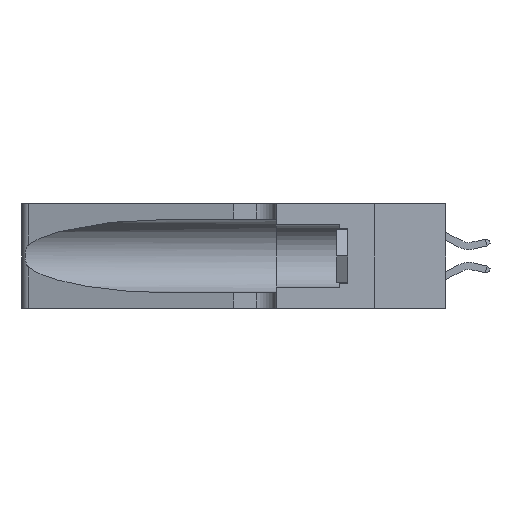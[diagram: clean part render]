
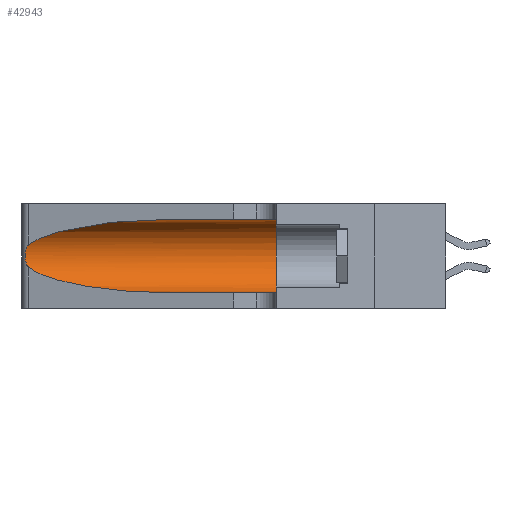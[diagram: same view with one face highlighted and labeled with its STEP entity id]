
A CAD part, left-side view. The second image highlights one B-rep face of the part: STEP entity #42943.
In plain terms, the highlighted cylindrical face has radius 3.308 mm (diameter 6.617 mm), a partial arc.
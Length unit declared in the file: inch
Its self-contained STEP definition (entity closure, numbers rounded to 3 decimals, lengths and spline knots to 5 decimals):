
#1294 = CARTESIAN_POINT ( 'NONE',  ( 0.25487, 1.22718, 0.22369 ) ) ;
#1440 = ORIENTED_EDGE ( 'NONE', *, *, #12008, .F. ) ;
#1448 = CARTESIAN_POINT ( 'NONE',  ( 0.26075, 1.23896, 0.19203 ) ) ;
#4121 = ORIENTED_EDGE ( 'NONE', *, *, #40993, .T. ) ;
#4894 = CARTESIAN_POINT ( 'NONE',  ( 0.26017, 1.23833, 0.17102 ) ) ;
#6363 = EDGE_CURVE ( 'NONE', #19842, #35139, #15165, .T. ) ;
#7179 = DIRECTION ( 'NONE',  ( 0., -1., 0. ) ) ;
#8032 = CARTESIAN_POINT ( 'NONE',  ( 0.1305, 0.35, 0.185 ) ) ;
#8322 = CARTESIAN_POINT ( 'NONE',  ( 0.25789, 1.23486, 0.15765 ) ) ;
#9049 = CARTESIAN_POINT ( 'NONE',  ( 0.25487, 1.22718, 0.22369 ) ) ;
#9823 = ORIENTED_EDGE ( 'NONE', *, *, #14037, .F. ) ;
#10094 = CIRCLE ( 'NONE', #33250, 0.13025 ) ;
#11026 = CARTESIAN_POINT ( 'NONE',  ( 0.1305, 0.72297, 0.31525 ) ) ;
#11442 = DIRECTION ( 'NONE',  ( 0., 0., 1. ) ) ;
#11734 = CARTESIAN_POINT ( 'NONE',  ( 0.25555, 1.22993, 0.14849 ) ) ;
#12008 = EDGE_CURVE ( 'NONE', #25194, #36684, #10094, .T. ) ;
#12077 = EDGE_CURVE ( 'NONE', #35139, #18178, #27496, .T. ) ;
#14037 = EDGE_CURVE ( 'NONE', #19842, #25194, #26270, .T. ) ;
#15165 =( BOUNDED_CURVE ( )  B_SPLINE_CURVE ( 3, ( #11026, #21010, #24412, #34603 ),
 .UNSPECIFIED., .F., .T. ) 
 B_SPLINE_CURVE_WITH_KNOTS ( ( 4, 4 ),
 ( 1.5708, 2.84003 ),
 .UNSPECIFIED. ) 
 CURVE ( )  GEOMETRIC_REPRESENTATION_ITEM ( )  RATIONAL_B_SPLINE_CURVE ( ( 1., 0.87, 0.87, 1. ) ) 
 REPRESENTATION_ITEM ( '' )  );
#16216 = VECTOR ( 'NONE', #35902, 39.37008 ) ;
#17227 = DIRECTION ( 'NONE',  ( 0., 0., -1. ) ) ;
#17963 = ORIENTED_EDGE ( 'NONE', *, *, #6363, .T. ) ;
#18178 = VERTEX_POINT ( 'NONE', #21504 ) ;
#18194 = CARTESIAN_POINT ( 'NONE',  ( 0.25555, 1.22994, 0.2215 ) ) ;
#18300 = CARTESIAN_POINT ( 'NONE',  ( 0.1305, 0.72297, 0.05475 ) ) ;
#18328 = CYLINDRICAL_SURFACE ( 'NONE', #36123, 0.13025 ) ;
#18342 = CARTESIAN_POINT ( 'NONE',  ( 0.25787, 1.23484, 0.2124 ) ) ;
#19842 = VERTEX_POINT ( 'NONE', #25177 ) ;
#20396 = CARTESIAN_POINT ( 'NONE',  ( 0.1305, 0.35, 0.05475 ) ) ;
#20715 =( BOUNDED_CURVE ( )  B_SPLINE_CURVE ( 3, ( #24948, #31570, #38520, #18300 ),
 .UNSPECIFIED., .F., .T. ) 
 B_SPLINE_CURVE_WITH_KNOTS ( ( 4, 4 ),
 ( 3.44316, 4.71239 ),
 .UNSPECIFIED. ) 
 CURVE ( )  GEOMETRIC_REPRESENTATION_ITEM ( )  RATIONAL_B_SPLINE_CURVE ( ( 1., 0.87, 0.87, 1. ) ) 
 REPRESENTATION_ITEM ( '' )  );
#21010 = CARTESIAN_POINT ( 'NONE',  ( 0.18966, 0.96281, 0.31525 ) ) ;
#21504 = CARTESIAN_POINT ( 'NONE',  ( 0.25487, 1.22718, 0.14631 ) ) ;
#21726 = CARTESIAN_POINT ( 'NONE',  ( 0.26018, 1.23835, 0.19895 ) ) ;
#22066 = EDGE_LOOP ( 'NONE', ( #17963, #40044, #40942, #4121, #1440, #9823 ) ) ;
#22454 = CARTESIAN_POINT ( 'NONE',  ( 0.1305, 1.61858, 0.31525 ) ) ;
#23992 = CARTESIAN_POINT ( 'NONE',  ( 0.1305, 1.61858, 0.05475 ) ) ;
#24001 = DIRECTION ( 'NONE',  ( 0., -1., 0. ) ) ;
#24412 = CARTESIAN_POINT ( 'NONE',  ( 0.2373, 1.15595, 0.28018 ) ) ;
#24948 = CARTESIAN_POINT ( 'NONE',  ( 0.25487, 1.22718, 0.14631 ) ) ;
#25128 = CARTESIAN_POINT ( 'NONE',  ( 0.26075, 1.23896, 0.178 ) ) ;
#25177 = CARTESIAN_POINT ( 'NONE',  ( 0.1305, 0.72297, 0.31525 ) ) ;
#25194 = VERTEX_POINT ( 'NONE', #31184 ) ;
#25314 = LINE ( 'NONE', #23992, #33217 ) ;
#26270 = LINE ( 'NONE', #22454, #16216 ) ;
#26448 = CARTESIAN_POINT ( 'NONE',  ( 0.1305, 0.72297, 0.05475 ) ) ;
#27496 = B_SPLINE_CURVE_WITH_KNOTS ( 'NONE', 3,
 ( #1294, #18194, #38567, #18342, #41941, #21726, #1448, #25128, #4894, #28537, #8322, #31902, #11734, #35314 ),
 .UNSPECIFIED., .F., .F.,
 ( 4, 2, 2, 2, 2, 2, 4 ),
 ( 0., 0.00027, 0.00053, 0.00107, 0.0016, 0.00187, 0.00214 ),
 .UNSPECIFIED. ) ;
#28537 = CARTESIAN_POINT ( 'NONE',  ( 0.25856, 1.23593, 0.16098 ) ) ;
#31184 = CARTESIAN_POINT ( 'NONE',  ( 0.1305, 0.35, 0.31525 ) ) ;
#31570 = CARTESIAN_POINT ( 'NONE',  ( 0.2373, 1.15595, 0.08982 ) ) ;
#31610 = DIRECTION ( 'NONE',  ( 0., 1., 0. ) ) ;
#31902 = CARTESIAN_POINT ( 'NONE',  ( 0.25639, 1.23186, 0.15144 ) ) ;
#33184 = VERTEX_POINT ( 'NONE', #26448 ) ;
#33217 = VECTOR ( 'NONE', #7179, 39.37008 ) ;
#33250 = AXIS2_PLACEMENT_3D ( 'NONE', #8032, #31610, #11442 ) ;
#34603 = CARTESIAN_POINT ( 'NONE',  ( 0.25487, 1.22718, 0.22369 ) ) ;
#35139 = VERTEX_POINT ( 'NONE', #9049 ) ;
#35314 = CARTESIAN_POINT ( 'NONE',  ( 0.25487, 1.22718, 0.14631 ) ) ;
#35902 = DIRECTION ( 'NONE',  ( 0., -1., 0. ) ) ;
#36123 = AXIS2_PLACEMENT_3D ( 'NONE', #37431, #24001, #17227 ) ;
#36279 = FACE_OUTER_BOUND ( 'NONE', #22066, .T. ) ;
#36684 = VERTEX_POINT ( 'NONE', #20396 ) ;
#37431 = CARTESIAN_POINT ( 'NONE',  ( 0.1305, 1.61858, 0.185 ) ) ;
#38354 = EDGE_CURVE ( 'NONE', #18178, #33184, #20715, .T. ) ;
#38520 = CARTESIAN_POINT ( 'NONE',  ( 0.18966, 0.96281, 0.05475 ) ) ;
#38567 = CARTESIAN_POINT ( 'NONE',  ( 0.25639, 1.23184, 0.21858 ) ) ;
#40044 = ORIENTED_EDGE ( 'NONE', *, *, #12077, .T. ) ;
#40942 = ORIENTED_EDGE ( 'NONE', *, *, #38354, .T. ) ;
#40993 = EDGE_CURVE ( 'NONE', #33184, #36684, #25314, .T. ) ;
#41941 = CARTESIAN_POINT ( 'NONE',  ( 0.25854, 1.2359, 0.20912 ) ) ;
#42943 = ADVANCED_FACE ( 'NONE', ( #36279 ), #18328, .F. ) ;
